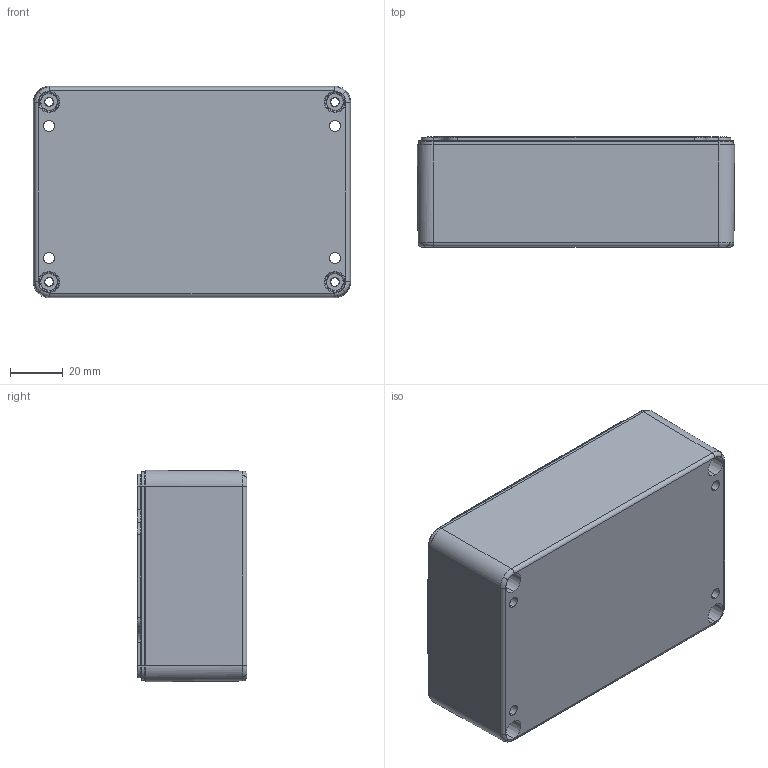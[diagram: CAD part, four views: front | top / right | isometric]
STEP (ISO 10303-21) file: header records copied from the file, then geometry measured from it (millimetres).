
FILE_DESCRIPTION (( 'STEP AP214' ), '1' );
FILE_NAME ('090507041.STEP', '2008-10-06T06:22:22', ( ' ' ), ( '' ), 'SwSTEP 2.0', 'SolidWorks 2008', '' );
FILE_SCHEMA (( 'AUTOMOTIVE_DESIGN' ));
Length unit declared in the file: millimetre
Products named in the file (4): 090507041; 37092_Standard; 31090-Einpressbuchse_Standard
Assembly tree (6 placements, depth 3):
  090507041
    37092_Standard
      31090-Einpressbuchse_Standard  x4
      37092_Standard
Bounding box: 119.95 x 41.5 x 79.95 mm (x, y, z)
Volume: 81319.5 mm3; surface area: 59561 mm2
Topology: 5 solids, 5 shells, 809 faces, 1992 edges, 1220 vertices
Faces by surface type: plane 377, cylinder 116, bspline 116, cone 108, torus 92
Entity records: 22240 total; most frequent: CARTESIAN_POINT 8907, ORIENTED_EDGE 2868, DIRECTION 2612, EDGE_CURVE 1434, AXIS2_PLACEMENT_3D 979, VERTEX_POINT 866, EDGE_LOOP 656, VECTOR 654
